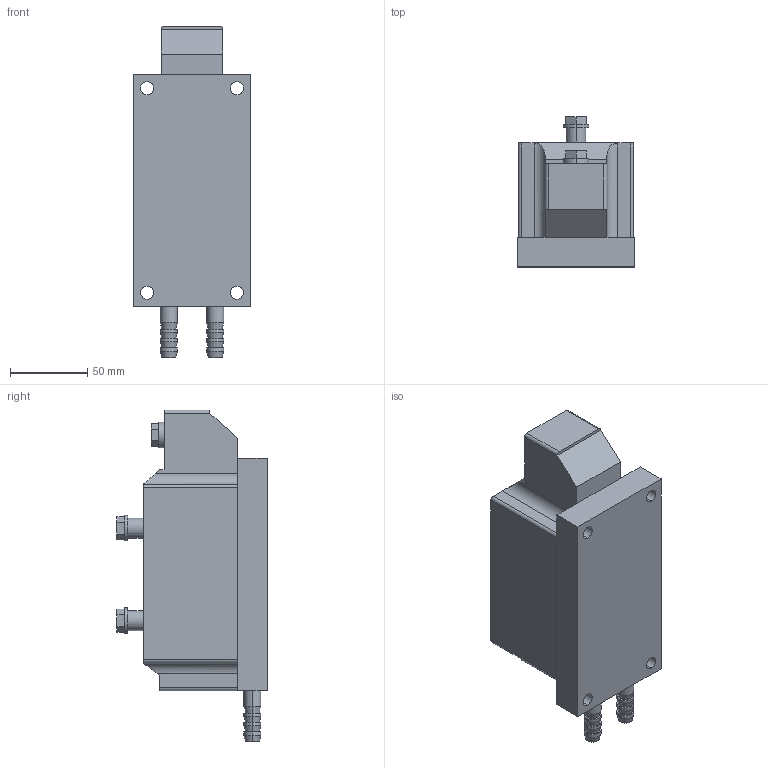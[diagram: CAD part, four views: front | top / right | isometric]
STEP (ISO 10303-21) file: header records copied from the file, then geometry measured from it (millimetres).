
FILE_DESCRIPTION (( 'STEP AP214' ), '1' );
FILE_NAME ('45MTC800-1000阨濮.STEP', '2025-04-15T06:30:34', ( '' ), ( 'Microsoft' ), 'SwSTEP 2.0', 'SolidWorks 2014', '' );
FILE_SCHEMA (( 'AUTOMOTIVE_DESIGN' ));
Length unit declared in the file: millimetre
Products named in the file (1): 45MTC800-1000阨濮
Bounding box: 76 x 97 x 214 mm (x, y, z)
Volume: 873714 mm3; surface area: 68380.2 mm2
Topology: 1 solids, 9 shells, 155 faces, 341 edges, 220 vertices
Faces by surface type: plane 77, cylinder 62, cone 16
Entity records: 4311 total; most frequent: DIRECTION 787, CARTESIAN_POINT 729, ORIENTED_EDGE 682, EDGE_CURVE 341, AXIS2_PLACEMENT_3D 294, VERTEX_POINT 220, VECTOR 199, LINE 199
